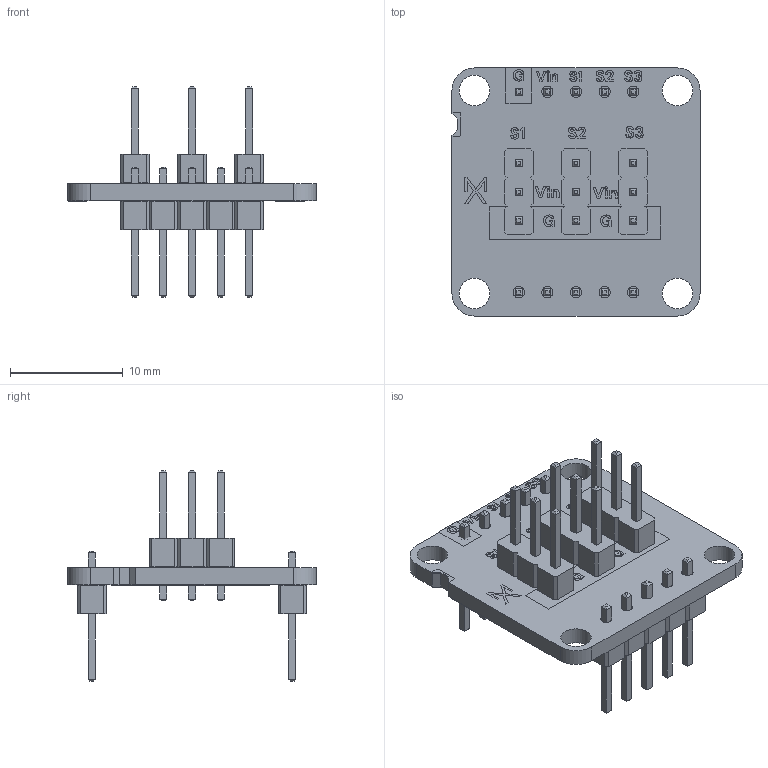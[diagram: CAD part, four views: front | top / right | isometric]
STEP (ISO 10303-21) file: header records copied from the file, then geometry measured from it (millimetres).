
FILE_DESCRIPTION(('KiCad electronic assembly'),'2;1');
FILE_NAME('STP_AX22_0031.step','2025-07-08T00:50:16',('Pcbnew'),('Kicad' ),'Open CASCADE STEP processor 7.8','KiCad to STEP converter', 'Unknown');
FILE_SCHEMA(('AUTOMOTIVE_DESIGN { 1 0 10303 214 1 1 1 1 }'));
Length unit declared in the file: millimetre
Products named in the file (5): STP_AX22_0031 1; PinHeader_1x03_P2.54mm_Vertical; PinHeader_1x05_P2.54mm_Vertical; AX22_Servo-Adapter_silkscreen; AX22_Servo-Adapter_PCB
Assembly tree (7 placements, depth 2):
  STP_AX22_0031 1
    PinHeader_1x03_P2.54mm_Vertical  x3
    PinHeader_1x05_P2.54mm_Vertical  x2
    AX22_Servo-Adapter_silkscreen
    AX22_Servo-Adapter_PCB
Bounding box: 22 x 22 x 18.68 mm (x, y, z)
Volume: 1041.5 mm3; surface area: 2220.1 mm2
Topology: 6 solids, 59 shells, 566 faces, 2948 edges, 2485 vertices
Faces by surface type: plane 539, cylinder 27
Full cylindrical faces by diameter (mm): 1 x19, 2.7 x4
Entity records: 23333 total; most frequent: CARTESIAN_POINT 4667, DIRECTION 3240, ORIENTED_EDGE 2873, EDGE_CURVE 2292, VERTEX_POINT 2077, LINE 1940, VECTOR 1940, AXIS2_PLACEMENT_3D 650
